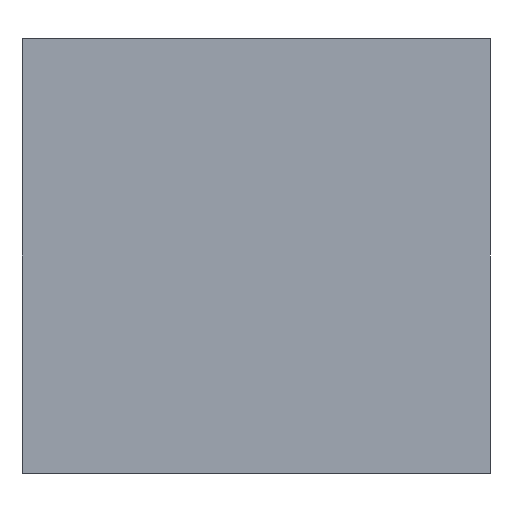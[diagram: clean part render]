
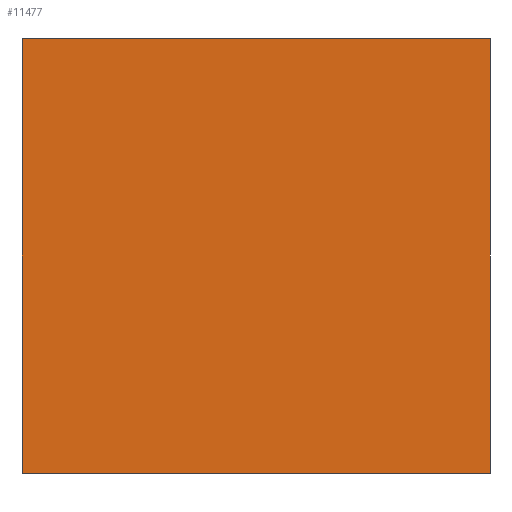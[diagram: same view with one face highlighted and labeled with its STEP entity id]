
A CAD part, left-side view. The second image highlights one B-rep face of the part: STEP entity #11477.
In plain terms, the highlighted planar face has unit normal (-1, 0, 0).
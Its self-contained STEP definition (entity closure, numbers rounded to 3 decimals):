
#555 = VECTOR ( 'NONE', #5002, 1000. ) ;
#742 = CARTESIAN_POINT ( 'NONE',  ( -595., -245., 0. ) ) ;
#914 = EDGE_CURVE ( 'NONE', #10243, #1493, #6135, .T. ) ;
#1127 = EDGE_CURVE ( 'NONE', #10243, #1755, #3477, .T. ) ;
#1493 = VERTEX_POINT ( 'NONE', #5235 ) ;
#1737 = CARTESIAN_POINT ( 'NONE',  ( -595., -245., 455. ) ) ;
#1755 = VERTEX_POINT ( 'NONE', #3043 ) ;
#1944 = ORIENTED_EDGE ( 'NONE', *, *, #1127, .T. ) ;
#2803 = VERTEX_POINT ( 'NONE', #742 ) ;
#3043 = CARTESIAN_POINT ( 'NONE',  ( -595., 245., 0. ) ) ;
#3477 = LINE ( 'NONE', #6773, #555 ) ;
#3977 = EDGE_CURVE ( 'NONE', #1755, #2803, #6871, .T. ) ;
#4345 = ORIENTED_EDGE ( 'NONE', *, *, #8645, .F. ) ;
#4404 = VECTOR ( 'NONE', #7055, 1000. ) ;
#4469 = EDGE_LOOP ( 'NONE', ( #8169, #4345, #5580, #1944 ) ) ;
#5002 = DIRECTION ( 'NONE',  ( 0., 0., -1. ) ) ;
#5235 = CARTESIAN_POINT ( 'NONE',  ( -595., -245., 455. ) ) ;
#5580 = ORIENTED_EDGE ( 'NONE', *, *, #914, .F. ) ;
#6135 = LINE ( 'NONE', #1737, #7173 ) ;
#6773 = CARTESIAN_POINT ( 'NONE',  ( -595., 245., 455. ) ) ;
#6871 = LINE ( 'NONE', #11726, #11407 ) ;
#7017 = DIRECTION ( 'NONE',  ( 1., 0., 0. ) ) ;
#7055 = DIRECTION ( 'NONE',  ( 0., 0., -1. ) ) ;
#7072 = DIRECTION ( 'NONE',  ( 0., -1., 0. ) ) ;
#7173 = VECTOR ( 'NONE', #11105, 1000. ) ;
#8075 = PLANE ( 'NONE',  #8632 ) ;
#8169 = ORIENTED_EDGE ( 'NONE', *, *, #3977, .T. ) ;
#8632 = AXIS2_PLACEMENT_3D ( 'NONE', #10705, #7017, #11631 ) ;
#8645 = EDGE_CURVE ( 'NONE', #1493, #2803, #8946, .T. ) ;
#8679 = CARTESIAN_POINT ( 'NONE',  ( -595., -245., 455. ) ) ;
#8946 = LINE ( 'NONE', #8679, #4404 ) ;
#10243 = VERTEX_POINT ( 'NONE', #10776 ) ;
#10246 = FACE_OUTER_BOUND ( 'NONE', #4469, .T. ) ;
#10705 = CARTESIAN_POINT ( 'NONE',  ( -595., -245., 455. ) ) ;
#10776 = CARTESIAN_POINT ( 'NONE',  ( -595., 245., 455. ) ) ;
#11105 = DIRECTION ( 'NONE',  ( 0., -1., 0. ) ) ;
#11407 = VECTOR ( 'NONE', #7072, 1000. ) ;
#11477 = ADVANCED_FACE ( 'NONE', ( #10246 ), #8075, .F. ) ;
#11631 = DIRECTION ( 'NONE',  ( 0., 1., 0. ) ) ;
#11726 = CARTESIAN_POINT ( 'NONE',  ( -595., -245., 0. ) ) ;
